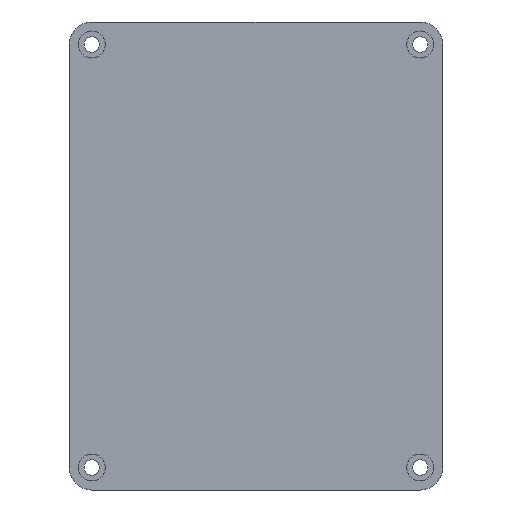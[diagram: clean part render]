
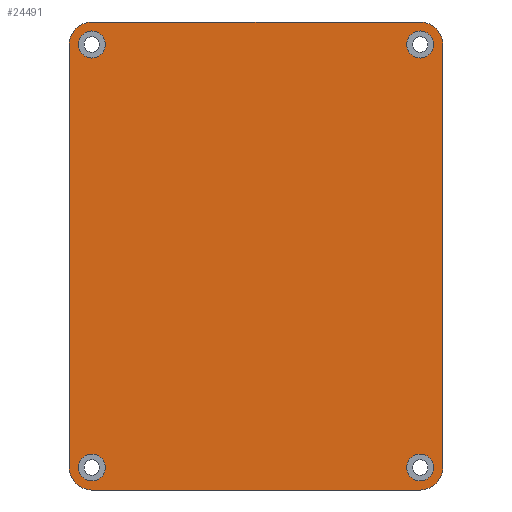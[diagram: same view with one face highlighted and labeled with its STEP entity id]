
A CAD part, front view. The second image highlights one B-rep face of the part: STEP entity #24491.
In plain terms, the highlighted planar face has unit normal (0, -1, 0).
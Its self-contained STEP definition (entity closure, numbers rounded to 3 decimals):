
#537=FACE_BOUND('',#4680,.T.);
#538=FACE_BOUND('',#4681,.T.);
#539=FACE_BOUND('',#4682,.T.);
#540=FACE_BOUND('',#4683,.T.);
#1265=CIRCLE('',#26186,5.);
#1273=CIRCLE('',#26197,5.);
#1274=CIRCLE('',#26199,5.);
#1275=CIRCLE('',#26202,5.);
#1277=CIRCLE('',#26211,3.);
#1279=CIRCLE('',#26214,3.);
#1281=CIRCLE('',#26217,3.);
#1283=CIRCLE('',#26220,3.);
#3259=FACE_OUTER_BOUND('',#4679,.T.);
#4679=EDGE_LOOP('',(#21882,#21883,#21884,#21885,#21886,#21887,#21888,#21889));
#4680=EDGE_LOOP('',(#21890));
#4681=EDGE_LOOP('',(#21891));
#4682=EDGE_LOOP('',(#21892));
#4683=EDGE_LOOP('',(#21893));
#7258=LINE('',#41408,#9760);
#7266=LINE('',#41427,#9768);
#7286=LINE('',#41485,#9788);
#7287=LINE('',#41487,#9789);
#9760=VECTOR('',#31702,10.);
#9768=VECTOR('',#31720,10.);
#9788=VECTOR('',#31786,10.);
#9789=VECTOR('',#31789,10.);
#11938=VERTEX_POINT('',#41363);
#11939=VERTEX_POINT('',#41365);
#11958=VERTEX_POINT('',#41407);
#11961=VERTEX_POINT('',#41416);
#11962=VERTEX_POINT('',#41420);
#11963=VERTEX_POINT('',#41422);
#11964=VERTEX_POINT('',#41426);
#11965=VERTEX_POINT('',#41430);
#11973=VERTEX_POINT('',#41460);
#11975=VERTEX_POINT('',#41466);
#11977=VERTEX_POINT('',#41472);
#11979=VERTEX_POINT('',#41478);
#15250=EDGE_CURVE('',#11938,#11939,#1265,.T.);
#15271=EDGE_CURVE('',#11958,#11939,#7258,.T.);
#15276=EDGE_CURVE('',#11958,#11961,#1273,.T.);
#15279=EDGE_CURVE('',#11962,#11963,#1274,.T.);
#15281=EDGE_CURVE('',#11964,#11963,#7266,.T.);
#15283=EDGE_CURVE('',#11964,#11965,#1275,.T.);
#15299=EDGE_CURVE('',#11973,#11973,#1277,.T.);
#15302=EDGE_CURVE('',#11975,#11975,#1279,.T.);
#15305=EDGE_CURVE('',#11977,#11977,#1281,.T.);
#15308=EDGE_CURVE('',#11979,#11979,#1283,.T.);
#15310=EDGE_CURVE('',#11962,#11961,#7286,.T.);
#15311=EDGE_CURVE('',#11938,#11965,#7287,.T.);
#21882=ORIENTED_EDGE('',*,*,#15250,.F.);
#21883=ORIENTED_EDGE('',*,*,#15311,.T.);
#21884=ORIENTED_EDGE('',*,*,#15283,.F.);
#21885=ORIENTED_EDGE('',*,*,#15281,.T.);
#21886=ORIENTED_EDGE('',*,*,#15279,.F.);
#21887=ORIENTED_EDGE('',*,*,#15310,.T.);
#21888=ORIENTED_EDGE('',*,*,#15276,.F.);
#21889=ORIENTED_EDGE('',*,*,#15271,.T.);
#21890=ORIENTED_EDGE('',*,*,#15308,.F.);
#21891=ORIENTED_EDGE('',*,*,#15302,.F.);
#21892=ORIENTED_EDGE('',*,*,#15305,.F.);
#21893=ORIENTED_EDGE('',*,*,#15299,.F.);
#23214=PLANE('',#26225);
#24491=ADVANCED_FACE('',(#3259,#537,#538,#539,#540),#23214,.F.);
#26186=AXIS2_PLACEMENT_3D('',#41366,#31669,#31670);
#26197=AXIS2_PLACEMENT_3D('',#41417,#31709,#31710);
#26199=AXIS2_PLACEMENT_3D('',#41423,#31715,#31716);
#26202=AXIS2_PLACEMENT_3D('',#41431,#31724,#31725);
#26211=AXIS2_PLACEMENT_3D('',#41462,#31756,#31757);
#26214=AXIS2_PLACEMENT_3D('',#41468,#31763,#31764);
#26217=AXIS2_PLACEMENT_3D('',#41474,#31770,#31771);
#26220=AXIS2_PLACEMENT_3D('',#41480,#31777,#31778);
#26225=AXIS2_PLACEMENT_3D('',#41488,#31790,#31791);
#31669=DIRECTION('center_axis',(0.,1.,0.));
#31670=DIRECTION('ref_axis',(0.707,0.,-0.707));
#31702=DIRECTION('',(1.,0.,0.));
#31709=DIRECTION('center_axis',(0.,1.,0.));
#31710=DIRECTION('ref_axis',(-0.707,0.,-0.707));
#31715=DIRECTION('center_axis',(0.,1.,0.));
#31716=DIRECTION('ref_axis',(-0.707,0.,0.707));
#31720=DIRECTION('',(-1.,0.,0.));
#31724=DIRECTION('center_axis',(0.,1.,0.));
#31725=DIRECTION('ref_axis',(0.707,0.,0.707));
#31756=DIRECTION('center_axis',(0.,-1.,0.));
#31757=DIRECTION('ref_axis',(1.,0.,0.));
#31763=DIRECTION('center_axis',(0.,-1.,0.));
#31764=DIRECTION('ref_axis',(1.,0.,0.));
#31770=DIRECTION('center_axis',(0.,-1.,0.));
#31771=DIRECTION('ref_axis',(1.,0.,0.));
#31777=DIRECTION('center_axis',(0.,-1.,0.));
#31778=DIRECTION('ref_axis',(1.,0.,0.));
#31786=DIRECTION('',(0.,0.,-1.));
#31789=DIRECTION('',(0.,0.,1.));
#31790=DIRECTION('center_axis',(0.,1.,0.));
#31791=DIRECTION('ref_axis',(1.,0.,0.));
#41363=CARTESIAN_POINT('',(41.5,0.,-47.));
#41365=CARTESIAN_POINT('',(36.5,0.,-52.));
#41366=CARTESIAN_POINT('Origin',(36.5,0.,-47.));
#41407=CARTESIAN_POINT('',(-36.5,0.,-52.));
#41408=CARTESIAN_POINT('',(-41.5,0.,-52.));
#41416=CARTESIAN_POINT('',(-41.5,0.,-47.));
#41417=CARTESIAN_POINT('Origin',(-36.5,0.,-47.));
#41420=CARTESIAN_POINT('',(-41.5,0.,47.));
#41422=CARTESIAN_POINT('',(-36.5,0.,52.));
#41423=CARTESIAN_POINT('Origin',(-36.5,0.,47.));
#41426=CARTESIAN_POINT('',(36.5,0.,52.));
#41427=CARTESIAN_POINT('',(41.5,0.,52.));
#41430=CARTESIAN_POINT('',(41.5,0.,47.));
#41431=CARTESIAN_POINT('Origin',(36.5,0.,47.));
#41460=CARTESIAN_POINT('',(33.5,0.,47.));
#41462=CARTESIAN_POINT('Origin',(36.5,0.,47.));
#41466=CARTESIAN_POINT('',(-39.5,0.,47.));
#41468=CARTESIAN_POINT('Origin',(-36.5,0.,47.));
#41472=CARTESIAN_POINT('',(-39.5,0.,-47.));
#41474=CARTESIAN_POINT('Origin',(-36.5,0.,-47.));
#41478=CARTESIAN_POINT('',(33.5,0.,-47.));
#41480=CARTESIAN_POINT('Origin',(36.5,0.,-47.));
#41485=CARTESIAN_POINT('',(-41.5,0.,52.));
#41487=CARTESIAN_POINT('',(41.5,0.,-52.));
#41488=CARTESIAN_POINT('Origin',(0.,0.,0.));
